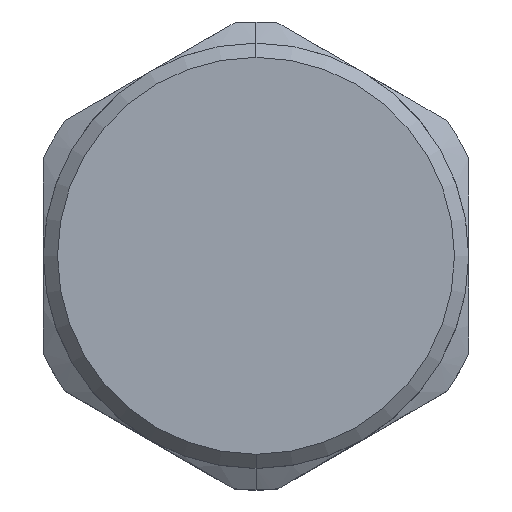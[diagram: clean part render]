
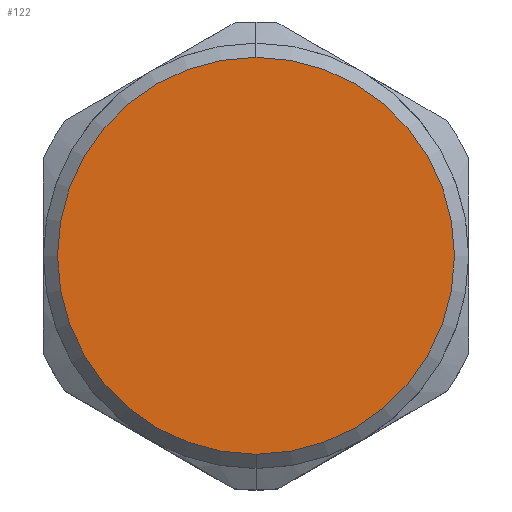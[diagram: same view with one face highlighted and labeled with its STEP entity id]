
A CAD part, top view. The second image highlights one B-rep face of the part: STEP entity #122.
In plain terms, the highlighted planar face has unit normal (0, 0, 1).
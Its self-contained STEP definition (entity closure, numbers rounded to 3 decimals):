
#122=ADVANCED_FACE('',(#239),#240,.T.);
#239=FACE_OUTER_BOUND('',#347,.T.);
#240=PLANE('',#348);
#347=EDGE_LOOP('',(#646,#647));
#348=AXIS2_PLACEMENT_3D('',#648,#649,#650);
#646=ORIENTED_EDGE('',*,*,#656,.T.);
#647=ORIENTED_EDGE('',*,*,#767,.T.);
#648=CARTESIAN_POINT('',(0.,-7.0,15.0));
#649=DIRECTION('',(0.0,0.0,1.0));
#650=DIRECTION('',(0.,-1.0,0.0));
#656=EDGE_CURVE('',#772,#776,#778,.T.);
#767=EDGE_CURVE('',#776,#772,#939,.T.);
#772=VERTEX_POINT('',#944);
#776=VERTEX_POINT('',#949);
#778=CIRCLE('',#952,14.0);
#939=CIRCLE('',#1249,14.0);
#944=CARTESIAN_POINT('',(0.,-14.0,15.0));
#949=CARTESIAN_POINT('',(0.,14.0,15.0));
#952=AXIS2_PLACEMENT_3D('',#1257,#1258,#1259);
#1249=AXIS2_PLACEMENT_3D('',#1405,#1406,#1407);
#1257=CARTESIAN_POINT('',(0.,0.0,15.0));
#1258=DIRECTION('',(0.0,0.0,1.0));
#1259=DIRECTION('',(0.,-1.0,0.0));
#1405=CARTESIAN_POINT('',(0.,0.0,15.0));
#1406=DIRECTION('',(0.0,0.0,1.0));
#1407=DIRECTION('',(0.,-1.0,0.0));
